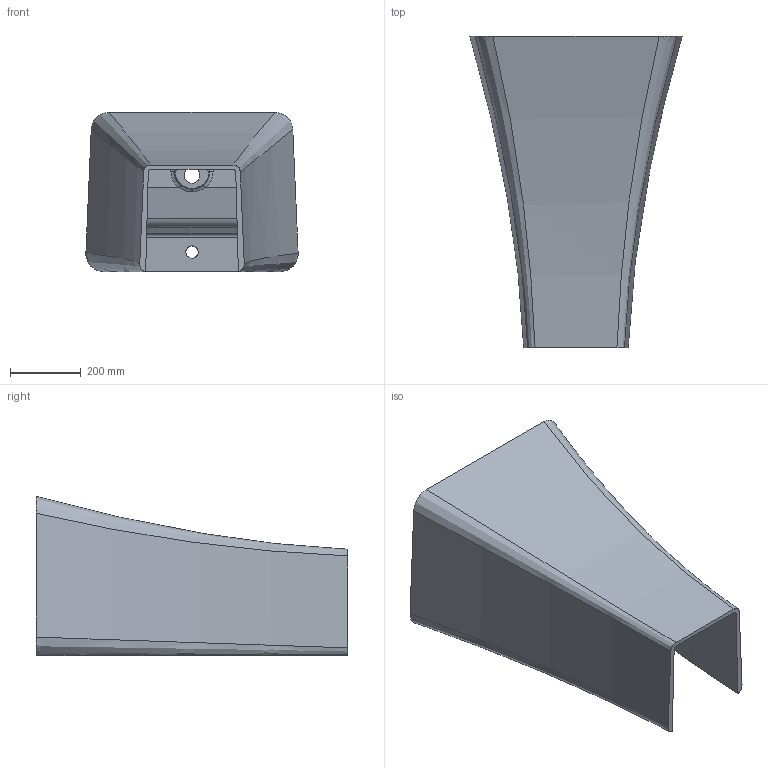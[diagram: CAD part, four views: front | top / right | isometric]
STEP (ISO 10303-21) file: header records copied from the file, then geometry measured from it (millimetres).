
FILE_DESCRIPTION (( 'STEP AP214' ), '1' );
FILE_NAME ('Sun.STEP', '2022-07-06T10:58:33', ( 'User Windows' ), ( '' ), 'SwSTEP 2.0', 'SolidWorks 2020', '' );
FILE_SCHEMA (( 'AUTOMOTIVE_DESIGN' ));
Length unit declared in the file: millimetre
Products named in the file (1): Sun
Bounding box: 600 x 880 x 450 mm (x, y, z)
Volume: 22631507.6 mm3; surface area: 2370273 mm2
Topology: 1 solids, 1 shells, 100 faces, 281 edges, 184 vertices
Faces by surface type: bspline 72, cylinder 14, plane 13, cone 1
Full cylindrical faces by diameter (mm): 35 x1, 45 x1
Entity records: 14280 total; most frequent: CARTESIAN_POINT 12314, ORIENTED_EDGE 546, EDGE_CURVE 273, B_SPLINE_CURVE_WITH_KNOTS 189, DIRECTION 187, VERTEX_POINT 181, EDGE_LOOP 110, FACE_OUTER_BOUND 104
